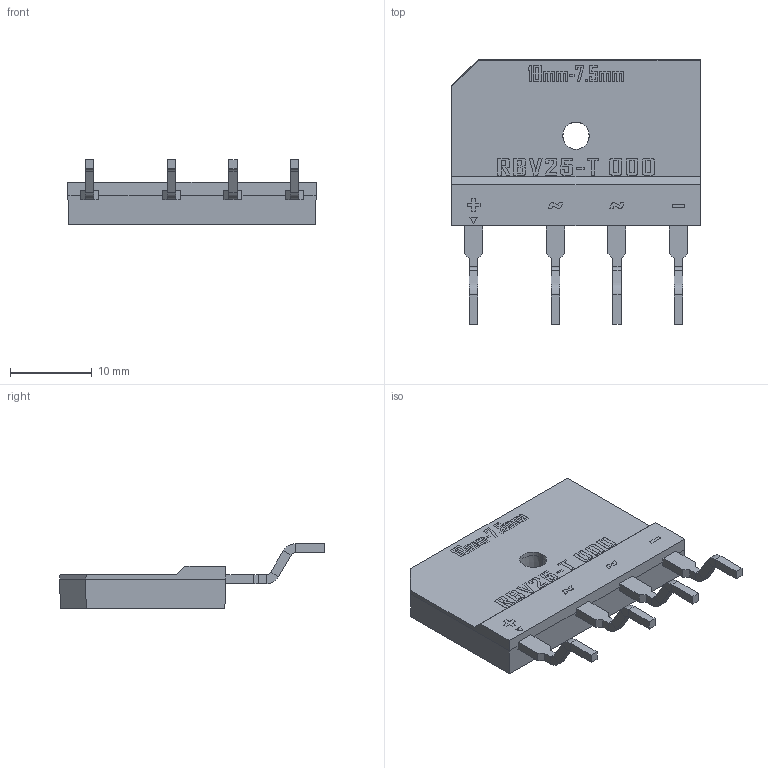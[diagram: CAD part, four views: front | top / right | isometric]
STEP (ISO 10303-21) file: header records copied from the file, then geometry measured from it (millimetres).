
FILE_DESCRIPTION (( 'STEP AP214' ), '1' );
FILE_NAME ('RBV25___RBV25-T__.STEP', '2023-03-02T20:57:57', ( '' ), ( '' ), 'SwSTEP 2.0', 'SolidWorks 2020', '' );
FILE_SCHEMA (( 'AUTOMOTIVE_DESIGN' ));
Length unit declared in the file: millimetre
Products named in the file (1): RBV25___RBV25-T__
Bounding box: 30.3 x 32.34 x 7.85 mm (x, y, z)
Volume: 2689.3 mm3; surface area: 1959.8 mm2
Topology: 1 solids, 1 shells, 451 faces, 1181 edges, 763 vertices
Faces by surface type: plane 363, bspline 68, cylinder 18, cone 2
Entity records: 19480 total; most frequent: CARTESIAN_POINT 4768, ORIENTED_EDGE 2362, DIRECTION 1851, EDGE_CURVE 1181, LINE 1007, VECTOR 1007, VERTEX_POINT 763, EDGE_LOOP 484
